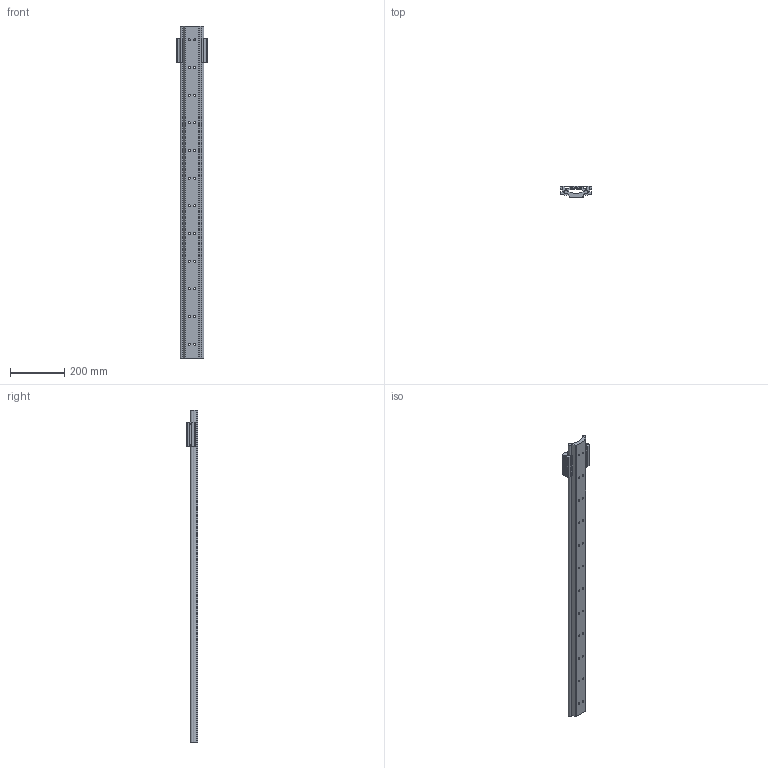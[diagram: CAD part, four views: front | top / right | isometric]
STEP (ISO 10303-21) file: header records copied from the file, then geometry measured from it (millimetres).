
FILE_DESCRIPTION (( 'STEP AP203' ), '1' );
FILE_NAME ('GST_BB510362AD.step', '2022-02-12T13:20:34', ( 'localadmin' ), ( 'BOXX Technologies, Inc.' ), 'SwSTEP 2.0', 'SolidWorks 2019', '' );
FILE_SCHEMA (( 'CONFIG_CONTROL_DESIGN' ));
Length unit declared in the file: inch
Products named in the file (5): GST_BB510362AD; N8OFqD5Vuc_CADModel_1; N8OFqD5Vuc_CADModel_0
Assembly tree (2 placements, depth 2):
  GST_BB510362AD
    N8OFqD5Vuc_CADModel_1
    N8OFqD5Vuc_CADModel_0
  N8OFqD5Vuc_CADModel_0
  N8OFqD5Vuc_CADModel_1
Bounding box: 116.74 x 41.27 x 1219.2 mm (x, y, z)
Volume: 1586869.6 mm3; surface area: 327396.9 mm2
Topology: 6 solids, 6 shells, 339 faces, 924 edges, 616 vertices
Faces by surface type: cylinder 202, plane 129, cone 7, sphere 1
Entity records: 11690 total; most frequent: CARTESIAN_POINT 2446, DIRECTION 1852, ORIENTED_EDGE 1848, EDGE_CURVE 924, AXIS2_PLACEMENT_3D 684, VERTEX_POINT 616, VECTOR 484, LINE 484
